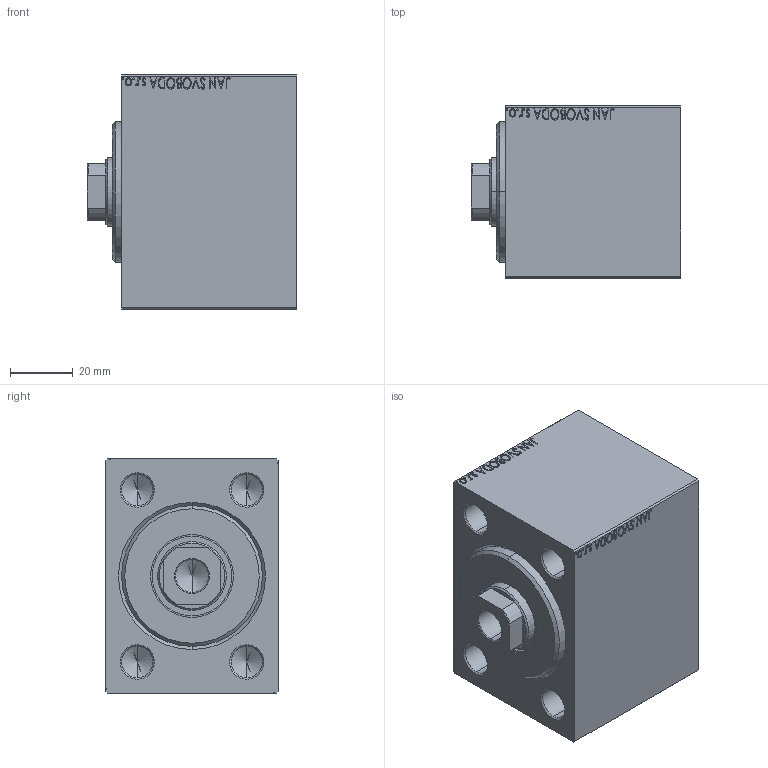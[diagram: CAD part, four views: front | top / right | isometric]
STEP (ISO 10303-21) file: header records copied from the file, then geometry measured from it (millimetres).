
FILE_DESCRIPTION (( 'STEP AP203' ), '1' );
FILE_NAME ('082e.STEP', '2021-11-02T04:24:50', ( '' ), ( '' ), 'SwSTEP 2.0', 'SolidWorks 2019', '' );
FILE_SCHEMA (( 'CONFIG_CONTROL_DESIGN' ));
Length unit declared in the file: millimetre
Products named in the file (4): 082e; V450CM_B 28d44f3fbcdab28a37ebb58b76a67b13; V450CM_VC_B 28d44f3fbcdab28a37ebb58b76a67b13; V450CM_B_VCP 28d44f3fbcdab28a37ebb58b76a67b13
Assembly tree (3 placements, depth 2):
  082e
    V450CM_B 28d44f3fbcdab28a37ebb58b76a67b13
    V450CM_B_VCP 28d44f3fbcdab28a37ebb58b76a67b13
    V450CM_VC_B 28d44f3fbcdab28a37ebb58b76a67b13
Bounding box: 67 x 55 x 75 mm (x, y, z)
Volume: 213686.4 mm3; surface area: 48813.8 mm2
Topology: 3 solids, 3 shells, 881 faces, 2262 edges, 1481 vertices
Faces by surface type: plane 403, bspline 380, cylinder 52, cone 46
Entity records: 44561 total; most frequent: CARTESIAN_POINT 25366, ORIENTED_EDGE 4488, DIRECTION 2609, EDGE_CURVE 2244, VERTEX_POINT 1481, LINE 1333, VECTOR 1333, EDGE_LOOP 995
